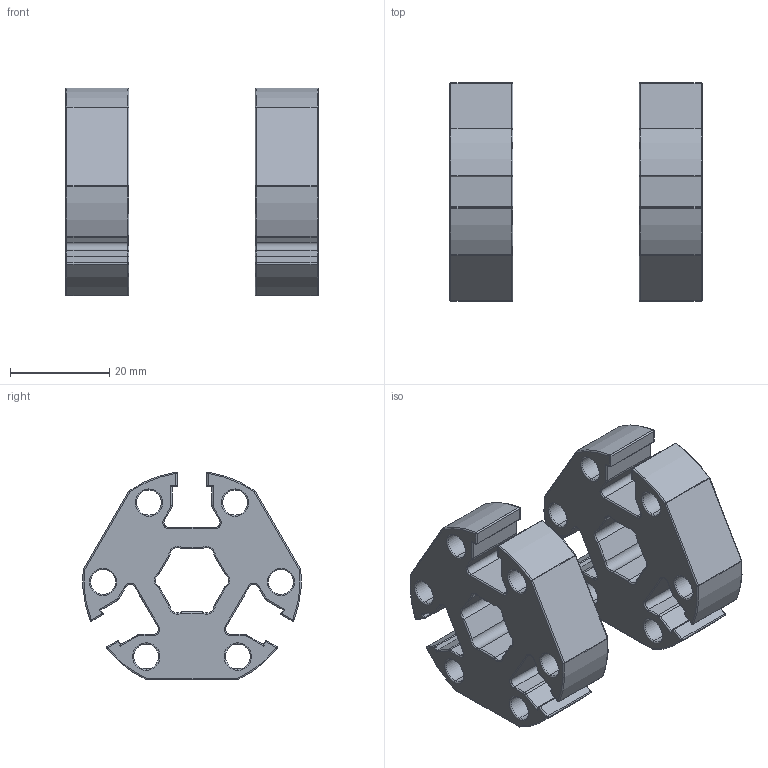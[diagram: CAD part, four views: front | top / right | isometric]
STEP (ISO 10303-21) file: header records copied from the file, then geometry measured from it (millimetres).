
FILE_DESCRIPTION (( 'STEP AP203' ), '1' );
FILE_NAME ('REV-21-6562_RevA.STEP', '2025-11-20T19:44:08', ( '' ), ( '' ), 'SwSTEP 2.0', 'SolidWorks 2022', '' );
FILE_SCHEMA (( 'CONFIG_CONTROL_DESIGN' ));
Length unit declared in the file: millimetre
Products named in the file (2): REV-21-6562-P01; REV-21-6562_RevA
Assembly tree (2 placements, depth 2):
  REV-21-6562_RevA
    REV-21-6562-P01  x2
Bounding box: 50.8 x 43.91 x 41.76 mm (x, y, z)
Volume: 23056.2 mm3; surface area: 12700.6 mm2
Topology: 2 solids, 2 shells, 1358 faces, 3432 edges, 2114 vertices
Faces by surface type: plane 632, cylinder 272, bspline 246, torus 152, sphere 56
Entity records: 26036 total; most frequent: CARTESIAN_POINT 10403, ORIENTED_EDGE 3378, DIRECTION 2866, EDGE_CURVE 1689, VECTOR 1068, LINE 1068, VERTEX_POINT 1052, AXIS2_PLACEMENT_3D 899
